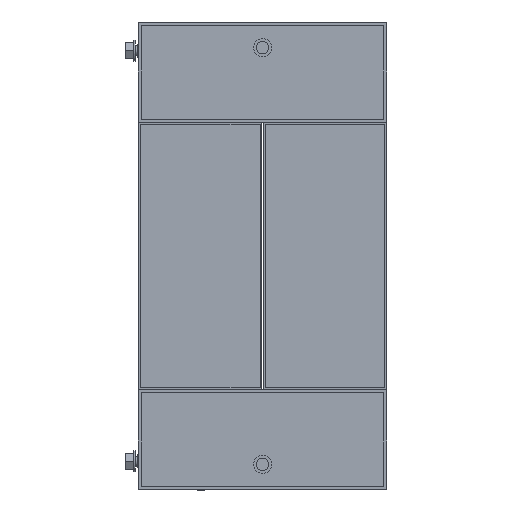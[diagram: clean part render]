
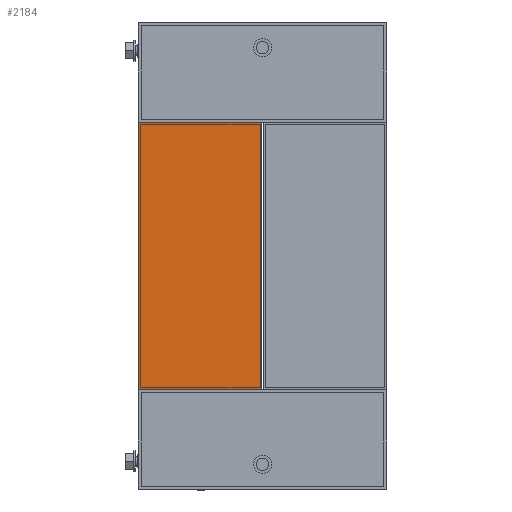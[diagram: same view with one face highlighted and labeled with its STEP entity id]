
A CAD part, left-side view. The second image highlights one B-rep face of the part: STEP entity #2184.
In plain terms, the highlighted planar face has unit normal (-1, 0, 0).
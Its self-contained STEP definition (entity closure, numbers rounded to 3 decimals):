
#57 = CARTESIAN_POINT ( 'NONE',  ( 0., -0.5, 295. ) ) ;
#219 = DIRECTION ( 'NONE',  ( 0., 0., -1. ) ) ;
#881 = VECTOR ( 'NONE', #14870, 1000. ) ;
#1002 = DIRECTION ( 'NONE',  ( 0., 0., 1. ) ) ;
#1092 = FACE_OUTER_BOUND ( 'NONE', #11680, .T. ) ;
#2184 = ADVANCED_FACE ( 'NONE', ( #1092 ), #7986, .T. ) ;
#2796 = VERTEX_POINT ( 'NONE', #11260 ) ;
#4558 = ORIENTED_EDGE ( 'NONE', *, *, #7662, .T. ) ;
#5323 = CARTESIAN_POINT ( 'NONE',  ( 0., 0., 0. ) ) ;
#5493 = CARTESIAN_POINT ( 'NONE',  ( 0., -99.5, 80. ) ) ;
#6613 = DIRECTION ( 'NONE',  ( -1., 0., 0. ) ) ;
#6744 = CARTESIAN_POINT ( 'NONE',  ( 0., -0.5, 295. ) ) ;
#7662 = EDGE_CURVE ( 'NONE', #15555, #7758, #9686, .T. ) ;
#7758 = VERTEX_POINT ( 'NONE', #10404 ) ;
#7986 = PLANE ( 'NONE',  #12265 ) ;
#8505 = ORIENTED_EDGE ( 'NONE', *, *, #10651, .T. ) ;
#8727 = CARTESIAN_POINT ( 'NONE',  ( 0., -99.5, 80. ) ) ;
#9066 = VERTEX_POINT ( 'NONE', #8727 ) ;
#9191 = LINE ( 'NONE', #13239, #881 ) ;
#9522 = DIRECTION ( 'NONE',  ( 0., -1., 0. ) ) ;
#9686 = LINE ( 'NONE', #57, #16959 ) ;
#10404 = CARTESIAN_POINT ( 'NONE',  ( 0., -0.5, 80. ) ) ;
#10651 = EDGE_CURVE ( 'NONE', #2796, #15555, #14911, .T. ) ;
#10913 = LINE ( 'NONE', #5493, #11161 ) ;
#11161 = VECTOR ( 'NONE', #9522, 1000. ) ;
#11260 = CARTESIAN_POINT ( 'NONE',  ( 0., -99.5, 295. ) ) ;
#11680 = EDGE_LOOP ( 'NONE', ( #8505, #4558, #13232, #13866 ) ) ;
#12265 = AXIS2_PLACEMENT_3D ( 'NONE', #5323, #6613, #1002 ) ;
#13232 = ORIENTED_EDGE ( 'NONE', *, *, #15986, .T. ) ;
#13239 = CARTESIAN_POINT ( 'NONE',  ( 0., -99.5, 295. ) ) ;
#13540 = DIRECTION ( 'NONE',  ( 0., 1., 0. ) ) ;
#13866 = ORIENTED_EDGE ( 'NONE', *, *, #15643, .T. ) ;
#14474 = VECTOR ( 'NONE', #13540, 1000. ) ;
#14870 = DIRECTION ( 'NONE',  ( 0., 0., 1. ) ) ;
#14911 = LINE ( 'NONE', #17857, #14474 ) ;
#15555 = VERTEX_POINT ( 'NONE', #6744 ) ;
#15643 = EDGE_CURVE ( 'NONE', #9066, #2796, #9191, .T. ) ;
#15986 = EDGE_CURVE ( 'NONE', #7758, #9066, #10913, .T. ) ;
#16959 = VECTOR ( 'NONE', #219, 1000. ) ;
#17857 = CARTESIAN_POINT ( 'NONE',  ( 0., -99.5, 295. ) ) ;
